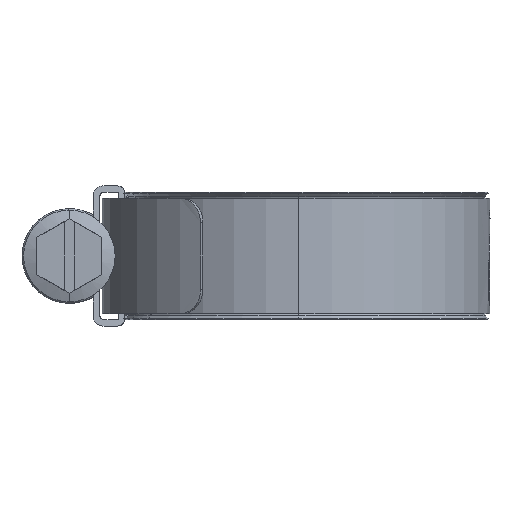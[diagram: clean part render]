
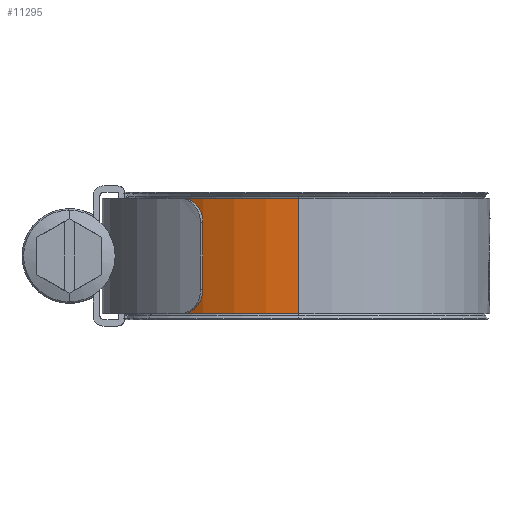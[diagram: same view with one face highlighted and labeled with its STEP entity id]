
A CAD part, left-side view. The second image highlights one B-rep face of the part: STEP entity #11295.
In plain terms, the highlighted cylindrical face has radius 23.6 mm (diameter 47.2 mm), a partial arc.
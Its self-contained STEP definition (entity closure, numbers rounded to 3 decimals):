
#1090 = CYLINDRICAL_SURFACE ( 'NONE', #12369, 23.6 ) ;
#1157 = FACE_OUTER_BOUND ( 'NONE', #2701, .T. ) ;
#1405 = ORIENTED_EDGE ( 'NONE', *, *, #7969, .T. ) ;
#1452 = CIRCLE ( 'NONE', #9250, 23.6 ) ;
#2230 = ORIENTED_EDGE ( 'NONE', *, *, #9100, .T. ) ;
#2701 = EDGE_LOOP ( 'NONE', ( #5226, #7554, #2230, #1405 ) ) ;
#3030 = DIRECTION ( 'NONE',  ( 1., 0., 0. ) ) ;
#3129 = DIRECTION ( 'NONE',  ( 0., 0., 1. ) ) ;
#4573 = DIRECTION ( 'NONE',  ( 0., 0., -1. ) ) ;
#5179 = VERTEX_POINT ( 'NONE', #10236 ) ;
#5226 = ORIENTED_EDGE ( 'NONE', *, *, #6048, .F. ) ;
#5542 = CARTESIAN_POINT ( 'NONE',  ( 0., 0., -7.135 ) ) ;
#5670 = VERTEX_POINT ( 'NONE', #8016 ) ;
#6048 = EDGE_CURVE ( 'NONE', #5179, #5670, #12935, .T. ) ;
#6604 = VECTOR ( 'NONE', #7764, 1000. ) ;
#6743 = DIRECTION ( 'NONE',  ( 1., 0., 0. ) ) ;
#7345 = CARTESIAN_POINT ( 'NONE',  ( 0., 23.6, -7.135 ) ) ;
#7554 = ORIENTED_EDGE ( 'NONE', *, *, #10950, .F. ) ;
#7764 = DIRECTION ( 'NONE',  ( 0., 0., -1. ) ) ;
#7969 = EDGE_CURVE ( 'NONE', #11014, #5670, #10813, .T. ) ;
#8016 = CARTESIAN_POINT ( 'NONE',  ( -23.6, 0., -7.135 ) ) ;
#8241 = CARTESIAN_POINT ( 'NONE',  ( 0., 23.6, 7.135 ) ) ;
#8354 = VECTOR ( 'NONE', #10787, 1000. ) ;
#8421 = CARTESIAN_POINT ( 'NONE',  ( -23.6, 0., 7.135 ) ) ;
#9100 = EDGE_CURVE ( 'NONE', #13039, #11014, #12304, .T. ) ;
#9250 = AXIS2_PLACEMENT_3D ( 'NONE', #13553, #11383, #3030 ) ;
#9747 = DIRECTION ( 'NONE',  ( -1., 0., 0. ) ) ;
#10236 = CARTESIAN_POINT ( 'NONE',  ( -23.6, 0., 7.135 ) ) ;
#10664 = CARTESIAN_POINT ( 'NONE',  ( 0., 0., 7.135 ) ) ;
#10787 = DIRECTION ( 'NONE',  ( 0., 0., -1. ) ) ;
#10813 = CIRCLE ( 'NONE', #12805, 23.6 ) ;
#10950 = EDGE_CURVE ( 'NONE', #13039, #5179, #1452, .T. ) ;
#11014 = VERTEX_POINT ( 'NONE', #7345 ) ;
#11295 = ADVANCED_FACE ( 'NONE', ( #1157 ), #1090, .T. ) ;
#11383 = DIRECTION ( 'NONE',  ( 0., 0., 1. ) ) ;
#12304 = LINE ( 'NONE', #13056, #6604 ) ;
#12369 = AXIS2_PLACEMENT_3D ( 'NONE', #10664, #4573, #9747 ) ;
#12805 = AXIS2_PLACEMENT_3D ( 'NONE', #5542, #3129, #6743 ) ;
#12935 = LINE ( 'NONE', #8421, #8354 ) ;
#13039 = VERTEX_POINT ( 'NONE', #8241 ) ;
#13056 = CARTESIAN_POINT ( 'NONE',  ( 0., 23.6, 7.135 ) ) ;
#13553 = CARTESIAN_POINT ( 'NONE',  ( 0., 0., 7.135 ) ) ;
